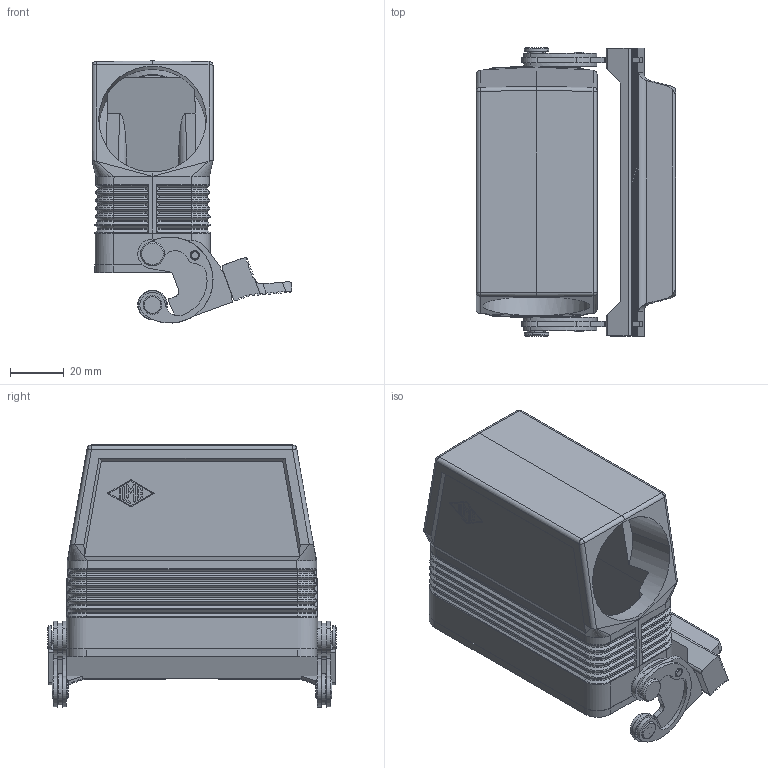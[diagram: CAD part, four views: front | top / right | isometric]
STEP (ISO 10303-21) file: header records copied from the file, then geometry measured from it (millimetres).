
FILE_DESCRIPTION(('Creo Elements/Direct Modeling STEP Export'),'2;1');
FILE_NAME('0ln7uvk45ko4bg53636','2016-11-09T16:17:28',(''),(''),'PTC Creo Elements/Direct Modeling STEP processor for AP214 (Solid Model)','PTC Creo Elements/Direct Modeling 19.0E 27-Jun-2016 (C) Parametric Technology GmbH','');
FILE_SCHEMA(('AUTOMOTIVE_DESIGN { 1 0 10303 214 1 1 1 1 }'));
Length unit declared in the file: millimetre
Products named in the file (2): MFO_16_LG40
Assembly tree (1 placements, depth 2):
  MFO_16_LG40
    MFO_16_LG40
Bounding box: 74.37 x 107.4 x 97.47 mm (x, y, z)
Volume: 109556.2 mm3; surface area: 58172.8 mm2
Topology: 1 solids, 5 shells, 858 faces, 2183 edges, 1363 vertices
Faces by surface type: plane 442, cylinder 264, torus 68, cone 60, bspline 20, sphere 4
Entity records: 35069 total; most frequent: CARTESIAN_POINT 8076, ORIENTED_EDGE 4352, DIRECTION 4043, EDGE_CURVE 2176, AXIS2_PLACEMENT_3D 1394, VERTEX_POINT 1363, VECTOR 1255, LINE 1255
